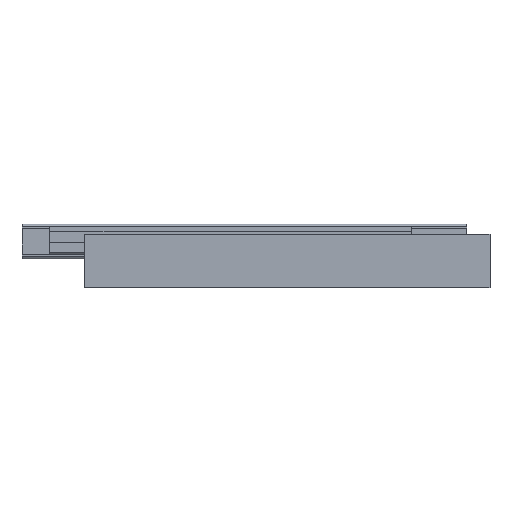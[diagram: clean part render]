
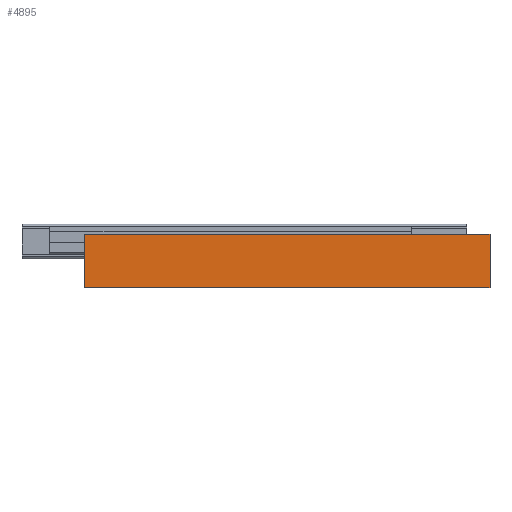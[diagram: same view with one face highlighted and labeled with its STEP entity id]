
A CAD part, front view. The second image highlights one B-rep face of the part: STEP entity #4895.
In plain terms, the highlighted planar face has unit normal (0, -1, 0).
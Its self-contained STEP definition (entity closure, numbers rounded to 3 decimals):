
#141 = CARTESIAN_POINT ( 'NONE',  ( 342., 0., 45. ) ) ;
#214 = VECTOR ( 'NONE', #6534, 1000. ) ;
#366 = CARTESIAN_POINT ( 'NONE',  ( 342., 0., 45. ) ) ;
#373 = ORIENTED_EDGE ( 'NONE', *, *, #3567, .T. ) ;
#439 = EDGE_LOOP ( 'NONE', ( #373, #2515, #2285, #2855 ) ) ;
#1172 = LINE ( 'NONE', #141, #3644 ) ;
#1370 = CARTESIAN_POINT ( 'NONE',  ( 0., 0., 45. ) ) ;
#1557 = LINE ( 'NONE', #6171, #2577 ) ;
#1919 = CARTESIAN_POINT ( 'NONE',  ( 342., 0., 0. ) ) ;
#2285 = ORIENTED_EDGE ( 'NONE', *, *, #4257, .F. ) ;
#2515 = ORIENTED_EDGE ( 'NONE', *, *, #2854, .F. ) ;
#2522 = DIRECTION ( 'NONE',  ( -1., 0., 0. ) ) ;
#2577 = VECTOR ( 'NONE', #2522, 1000. ) ;
#2686 = FACE_OUTER_BOUND ( 'NONE', #439, .T. ) ;
#2854 = EDGE_CURVE ( 'NONE', #6429, #4431, #1557, .T. ) ;
#2855 = ORIENTED_EDGE ( 'NONE', *, *, #6169, .T. ) ;
#3239 = CARTESIAN_POINT ( 'NONE',  ( 0., 0., 0. ) ) ;
#3393 = DIRECTION ( 'NONE',  ( 0., 0., -1. ) ) ;
#3567 = EDGE_CURVE ( 'NONE', #6161, #4431, #4964, .T. ) ;
#3644 = VECTOR ( 'NONE', #5321, 1000. ) ;
#3667 = VERTEX_POINT ( 'NONE', #366 ) ;
#3736 = CARTESIAN_POINT ( 'NONE',  ( 342., 0., 45. ) ) ;
#4257 = EDGE_CURVE ( 'NONE', #3667, #6429, #5547, .T. ) ;
#4406 = VECTOR ( 'NONE', #3393, 1000. ) ;
#4431 = VERTEX_POINT ( 'NONE', #3239 ) ;
#4732 = DIRECTION ( 'NONE',  ( 0., 1., 0. ) ) ;
#4773 = CARTESIAN_POINT ( 'NONE',  ( 0., 0., 45. ) ) ;
#4804 = DIRECTION ( 'NONE',  ( 0., 0., 1. ) ) ;
#4895 = ADVANCED_FACE ( 'NONE', ( #2686 ), #5820, .F. ) ;
#4964 = LINE ( 'NONE', #1370, #4406 ) ;
#5321 = DIRECTION ( 'NONE',  ( -1., 0., 0. ) ) ;
#5407 = CARTESIAN_POINT ( 'NONE',  ( 342., 0., 45. ) ) ;
#5547 = LINE ( 'NONE', #5407, #214 ) ;
#5820 = PLANE ( 'NONE',  #6509 ) ;
#6161 = VERTEX_POINT ( 'NONE', #4773 ) ;
#6169 = EDGE_CURVE ( 'NONE', #3667, #6161, #1172, .T. ) ;
#6171 = CARTESIAN_POINT ( 'NONE',  ( 342., 0., 0. ) ) ;
#6429 = VERTEX_POINT ( 'NONE', #1919 ) ;
#6509 = AXIS2_PLACEMENT_3D ( 'NONE', #3736, #4732, #4804 ) ;
#6534 = DIRECTION ( 'NONE',  ( 0., 0., -1. ) ) ;
